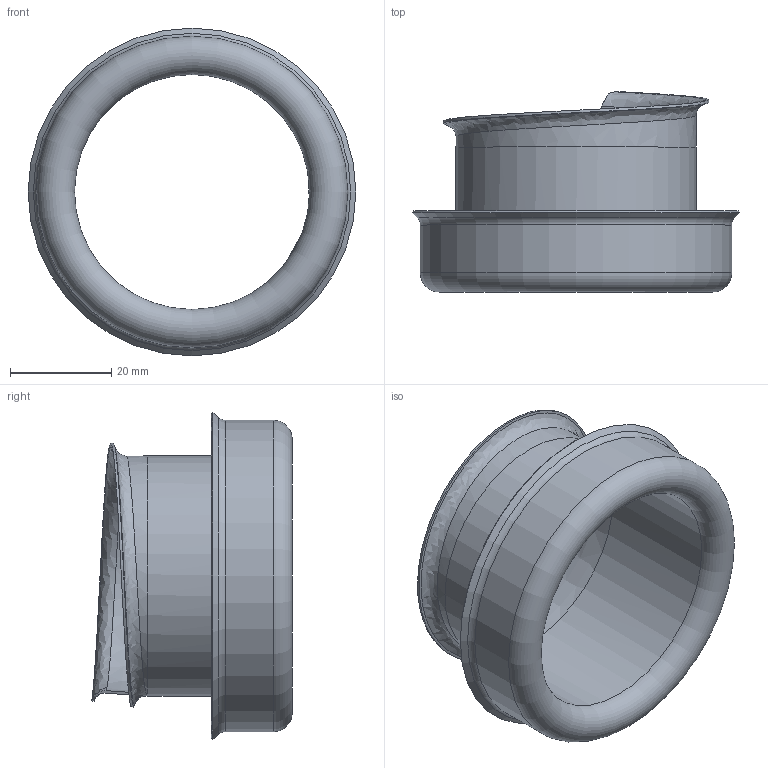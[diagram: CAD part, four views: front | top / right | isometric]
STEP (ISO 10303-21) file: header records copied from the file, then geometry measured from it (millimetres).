
FILE_DESCRIPTION(/* description */ ('Оконцеватель ОСц-50'),/* implementation_level */ '2;1');
FILE_NAME(/* name */ '',/* time_stamp */ '2025-06-09T13:26:47+07:00',/* author */ ('zeta-82'),/* organization */ ('АО "ЗЭТА"'),/* preprocessor_version */ 'ST-DEVELOPER v19.2',/* originating_system */ 'Autodesk Inventor 2024',/* authorisation */ '');
FILE_SCHEMA (('AUTOMOTIVE_DESIGN { 1 0 10303 214 3 1 1 }'));
Length unit declared in the file: millimetre
Products named in the file (1): ЗЭТА.041.016.001-01
Bounding box: 64.71 x 39.58 x 64.71 mm (x, y, z)
Volume: 4596.3 mm3; surface area: 18577.1 mm2
Topology: 1 solids, 1 shells, 23 faces, 67 edges, 44 vertices
Faces by surface type: bspline 9, cylinder 5, torus 4, cone 3, plane 2
Full cylindrical faces by diameter (mm): 46.4 x1, 47.4 x1, 60.5 x1, 61.5 x1
Entity records: 1621 total; most frequent: CARTESIAN_POINT 1029, ORIENTED_EDGE 134, DIRECTION 91, EDGE_CURVE 67, VERTEX_POINT 44, AXIS2_PLACEMENT_3D 41, B_SPLINE_CURVE_WITH_KNOTS 32, CIRCLE 26
